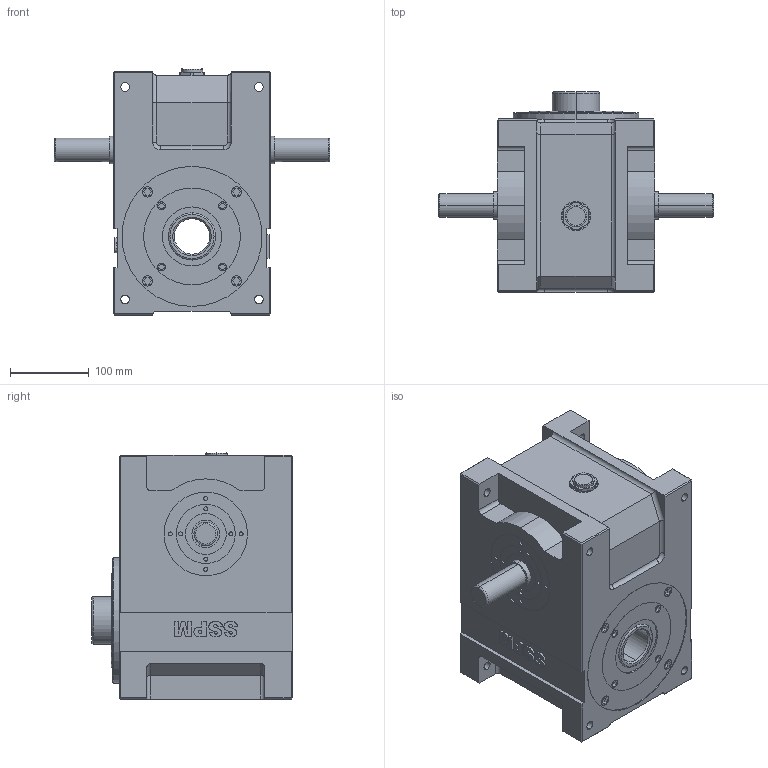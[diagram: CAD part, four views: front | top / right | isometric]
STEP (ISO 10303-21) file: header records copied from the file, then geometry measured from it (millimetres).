
FILE_DESCRIPTION (( 'STEP AP203' ), '1' );
FILE_NAME ('DH110¼Ð·Ç.STEP', '2025-05-29T09:30:40', ( '' ), ( '' ), 'SwSTEP 2.0', 'SolidWorks 2018', '' );
FILE_SCHEMA (( 'CONFIG_CONTROL_DESIGN' ));
Length unit declared in the file: millimetre
Products named in the file (1): DH110標準
Bounding box: 350 x 255 x 312.99 mm (x, y, z)
Volume: 12173978.8 mm3; surface area: 441556.1 mm2
Topology: 1 solids, 1 shells, 493 faces, 1195 edges, 774 vertices
Faces by surface type: plane 269, cylinder 161, bspline 41, torus 18, cone 4
Entity records: 16776 total; most frequent: CARTESIAN_POINT 5148, ORIENTED_EDGE 2390, DIRECTION 2327, EDGE_CURVE 1195, AXIS2_PLACEMENT_3D 789, VERTEX_POINT 774, LINE 749, VECTOR 749
